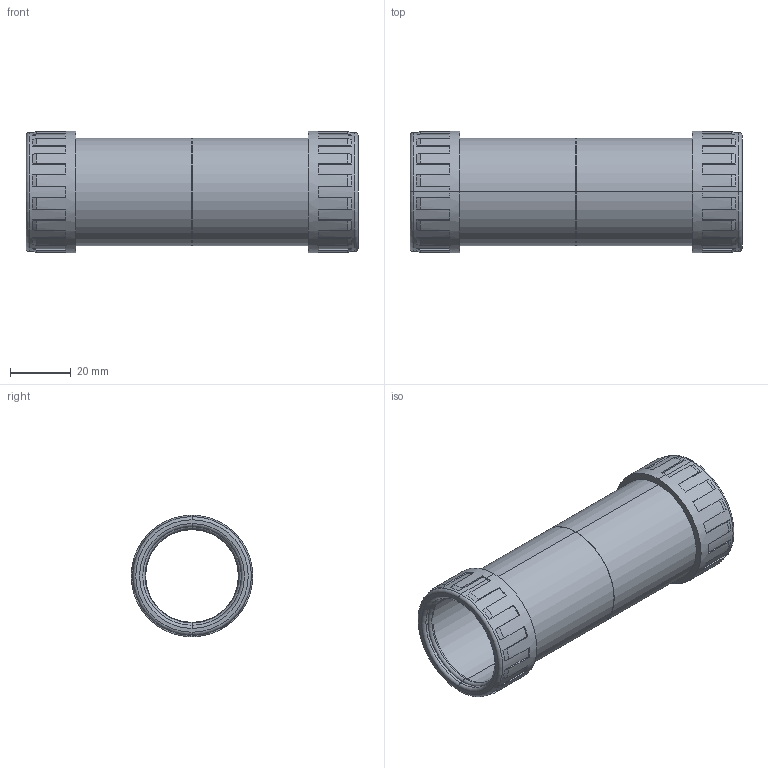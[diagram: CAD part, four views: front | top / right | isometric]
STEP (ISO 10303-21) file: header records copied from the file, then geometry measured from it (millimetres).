
FILE_DESCRIPTION (( 'STEP AP214' ), '1' );
FILE_NAME ('CTA10D-MS32-K41-025 - Ìóôòà òðóáà-òðóáà MS32 IP65.STEP', '2016-06-21T08:34:23', ( '' ), ( '' ), 'SwSTEP 2.0', 'SolidWorks 2014', '' );
FILE_SCHEMA (( 'AUTOMOTIVE_DESIGN' ));
Length unit declared in the file: millimetre
Products named in the file (1): CTA10D-MS32-K41-025 - Ìóôòà òðóáà-òðóáà MS32 IP65
Bounding box: 109.3 x 40 x 40 mm (x, y, z)
Volume: 25594.8 mm3; surface area: 26660.3 mm2
Topology: 1 solids, 5 shells, 202 faces, 536 edges, 348 vertices
Faces by surface type: plane 110, cone 36, cylinder 32, torus 24
Entity records: 6450 total; most frequent: CARTESIAN_POINT 1279, DIRECTION 1122, ORIENTED_EDGE 1072, EDGE_CURVE 536, AXIS2_PLACEMENT_3D 447, VERTEX_POINT 348, CIRCLE 244, VECTOR 228
